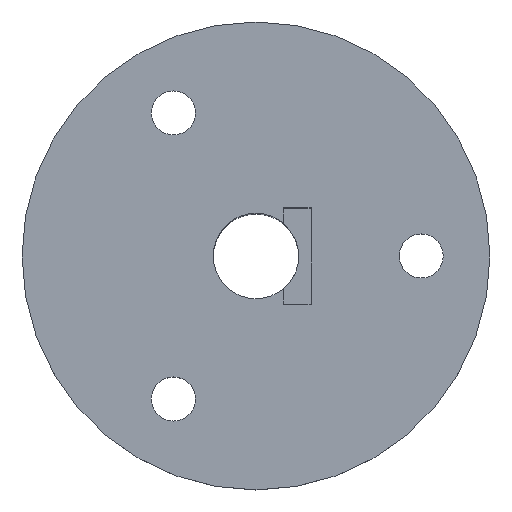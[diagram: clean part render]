
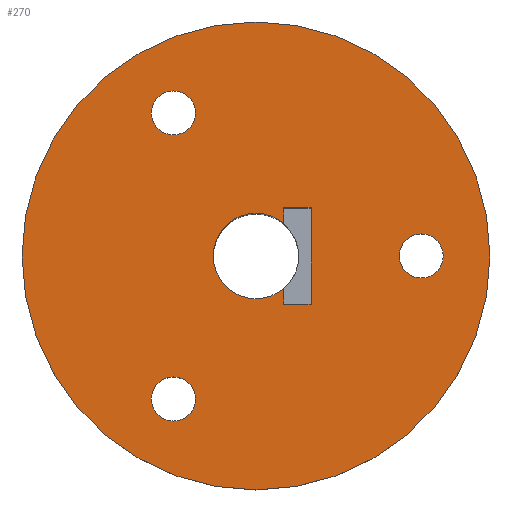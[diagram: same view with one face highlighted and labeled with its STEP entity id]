
A CAD part, top view. The second image highlights one B-rep face of the part: STEP entity #270.
In plain terms, the highlighted planar face has unit normal (0, 0, 1).
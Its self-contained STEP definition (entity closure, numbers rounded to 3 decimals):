
#19=FACE_BOUND('',#55,.T.);
#20=FACE_BOUND('',#56,.T.);
#21=FACE_BOUND('',#57,.T.);
#22=FACE_BOUND('',#58,.T.);
#25=PLANE('',#305);
#35=FACE_OUTER_BOUND('',#54,.T.);
#54=EDGE_LOOP('',(#199));
#55=EDGE_LOOP('',(#200));
#56=EDGE_LOOP('',(#201,#202,#203,#204,#205,#206,#207));
#57=EDGE_LOOP('',(#208));
#58=EDGE_LOOP('',(#209));
#73=LINE('',#429,#95);
#74=LINE('',#435,#96);
#75=LINE('',#437,#97);
#76=LINE('',#439,#98);
#77=LINE('',#440,#99);
#95=VECTOR('',#349,1.);
#96=VECTOR('',#354,1.);
#97=VECTOR('',#355,1.);
#98=VECTOR('',#356,1.);
#99=VECTOR('',#357,1.);
#117=CIRCLE('',#299,17.);
#122=CIRCLE('',#306,1.6);
#123=CIRCLE('',#307,3.1);
#124=CIRCLE('',#308,3.1);
#125=CIRCLE('',#309,1.6);
#126=CIRCLE('',#310,1.6);
#131=VERTEX_POINT('',#412);
#136=VERTEX_POINT('',#425);
#137=VERTEX_POINT('',#427);
#138=VERTEX_POINT('',#428);
#139=VERTEX_POINT('',#430);
#140=VERTEX_POINT('',#432);
#141=VERTEX_POINT('',#434);
#142=VERTEX_POINT('',#436);
#143=VERTEX_POINT('',#438);
#144=VERTEX_POINT('',#441);
#145=VERTEX_POINT('',#443);
#156=EDGE_CURVE('',#131,#131,#117,.T.);
#161=EDGE_CURVE('',#136,#136,#122,.T.);
#162=EDGE_CURVE('',#137,#138,#73,.T.);
#163=EDGE_CURVE('',#138,#139,#123,.T.);
#164=EDGE_CURVE('',#139,#140,#124,.T.);
#165=EDGE_CURVE('',#140,#141,#74,.T.);
#166=EDGE_CURVE('',#142,#141,#75,.T.);
#167=EDGE_CURVE('',#143,#142,#76,.T.);
#168=EDGE_CURVE('',#143,#137,#77,.T.);
#169=EDGE_CURVE('',#144,#144,#125,.T.);
#170=EDGE_CURVE('',#145,#145,#126,.T.);
#199=ORIENTED_EDGE('',*,*,#156,.T.);
#200=ORIENTED_EDGE('',*,*,#161,.T.);
#201=ORIENTED_EDGE('',*,*,#162,.T.);
#202=ORIENTED_EDGE('',*,*,#163,.T.);
#203=ORIENTED_EDGE('',*,*,#164,.T.);
#204=ORIENTED_EDGE('',*,*,#165,.T.);
#205=ORIENTED_EDGE('',*,*,#166,.F.);
#206=ORIENTED_EDGE('',*,*,#167,.F.);
#207=ORIENTED_EDGE('',*,*,#168,.T.);
#208=ORIENTED_EDGE('',*,*,#169,.T.);
#209=ORIENTED_EDGE('',*,*,#170,.T.);
#270=ADVANCED_FACE('',(#35,#19,#20,#21,#22),#25,.T.);
#299=AXIS2_PLACEMENT_3D('',#414,#333,#334);
#305=AXIS2_PLACEMENT_3D('',#424,#345,#346);
#306=AXIS2_PLACEMENT_3D('',#426,#347,#348);
#307=AXIS2_PLACEMENT_3D('',#431,#350,#351);
#308=AXIS2_PLACEMENT_3D('',#433,#352,#353);
#309=AXIS2_PLACEMENT_3D('',#442,#358,#359);
#310=AXIS2_PLACEMENT_3D('',#444,#360,#361);
#333=DIRECTION('center_axis',(0.,0.,1.));
#334=DIRECTION('ref_axis',(1.,0.,0.));
#345=DIRECTION('center_axis',(0.,0.,1.));
#346=DIRECTION('ref_axis',(1.,0.,0.));
#347=DIRECTION('center_axis',(0.,0.,-1.));
#348=DIRECTION('ref_axis',(-0.5,-0.866,0.));
#349=DIRECTION('',(0.,1.,0.));
#350=DIRECTION('center_axis',(0.,0.,-1.));
#351=DIRECTION('ref_axis',(1.,0.,0.));
#352=DIRECTION('center_axis',(0.,0.,-1.));
#353=DIRECTION('ref_axis',(1.,0.,0.));
#354=DIRECTION('',(0.,1.,0.));
#355=DIRECTION('',(-1.,0.,0.));
#356=DIRECTION('',(0.,1.,0.));
#357=DIRECTION('',(-1.,0.,0.));
#358=DIRECTION('center_axis',(0.,0.,-1.));
#359=DIRECTION('ref_axis',(-0.5,0.866,0.));
#360=DIRECTION('center_axis',(0.,0.,-1.));
#361=DIRECTION('ref_axis',(1.,0.,0.));
#412=CARTESIAN_POINT('',(-17.,0.,17.));
#414=CARTESIAN_POINT('Origin',(0.,0.,17.));
#424=CARTESIAN_POINT('Origin',(0.,0.,17.));
#425=CARTESIAN_POINT('',(-5.2,-9.007,17.));
#426=CARTESIAN_POINT('Origin',(-6.,-10.392,17.));
#427=CARTESIAN_POINT('',(2.,-3.5,17.));
#428=CARTESIAN_POINT('',(2.,-2.369,17.));
#429=CARTESIAN_POINT('',(2.,-1.75,17.));
#430=CARTESIAN_POINT('',(-3.1,0.,17.));
#431=CARTESIAN_POINT('Origin',(0.,0.,17.));
#432=CARTESIAN_POINT('',(2.,2.369,17.));
#433=CARTESIAN_POINT('Origin',(0.,0.,17.));
#434=CARTESIAN_POINT('',(2.,3.5,17.));
#435=CARTESIAN_POINT('',(2.,-1.75,17.));
#436=CARTESIAN_POINT('',(4.,3.5,17.));
#437=CARTESIAN_POINT('',(1.,3.5,17.));
#438=CARTESIAN_POINT('',(4.,-3.5,17.));
#439=CARTESIAN_POINT('',(4.,-1.75,17.));
#440=CARTESIAN_POINT('',(1.,-3.5,17.));
#441=CARTESIAN_POINT('',(-5.2,9.007,17.));
#442=CARTESIAN_POINT('Origin',(-6.,10.392,17.));
#443=CARTESIAN_POINT('',(10.4,0.,17.));
#444=CARTESIAN_POINT('Origin',(12.,0.,17.));
